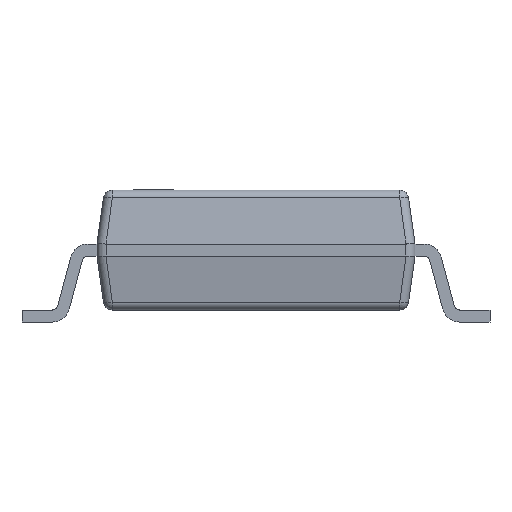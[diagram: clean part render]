
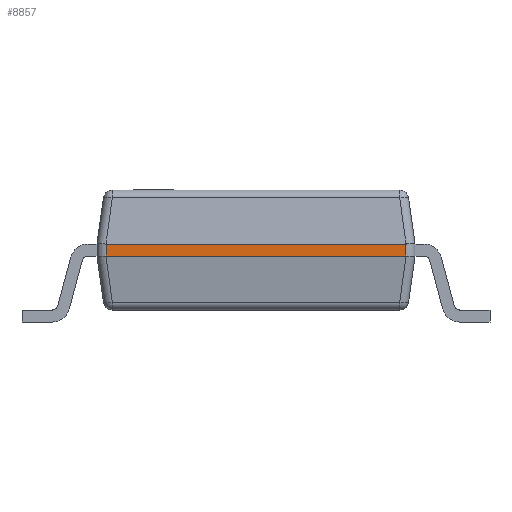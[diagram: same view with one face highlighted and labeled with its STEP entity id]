
A CAD part, left-side view. The second image highlights one B-rep face of the part: STEP entity #8857.
In plain terms, the highlighted planar face has unit normal (-1, 0, 0).
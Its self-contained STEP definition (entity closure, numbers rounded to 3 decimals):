
#1674 = CYLINDRICAL_SURFACE('',#1675,0.15);
#1675 = AXIS2_PLACEMENT_3D('',#1676,#1677,#1678);
#1676 = CARTESIAN_POINT('',(-4.95,2.5,
    2.2));
#1677 = DIRECTION('',(0.,0.,-1.));
#1678 = DIRECTION('',(-1.,0.,0.));
#3224 = CYLINDRICAL_SURFACE('',#3225,0.15);
#3225 = AXIS2_PLACEMENT_3D('',#3226,#3227,#3228);
#3226 = CARTESIAN_POINT('',(-4.95,-2.5,
    2.2));
#3227 = DIRECTION('',(0.,0.,-1.));
#3228 = DIRECTION('',(-1.,0.,0.));
#8857 = ADVANCED_FACE('',(#8858),#8872,.F.);
#8858 = FACE_BOUND('',#8859,.T.);
#8859 = EDGE_LOOP('',(#8860,#8895,#8918,#8946));
#8860 = ORIENTED_EDGE('',*,*,#8861,.T.);
#8861 = EDGE_CURVE('',#8862,#8864,#8866,.T.);
#8862 = VERTEX_POINT('',#8863);
#8863 = CARTESIAN_POINT('',(-5.1,2.5,
    1.1));
#8864 = VERTEX_POINT('',#8865);
#8865 = CARTESIAN_POINT('',(-5.1,-2.5,
    1.1));
#8866 = SURFACE_CURVE('',#8867,(#8871,#8883),.PCURVE_S1.);
#8867 = LINE('',#8868,#8869);
#8868 = CARTESIAN_POINT('',(-5.1,-2.65,
    1.1));
#8869 = VECTOR('',#8870,1.);
#8870 = DIRECTION('',(0.,-1.,0.));
#8871 = PCURVE('',#8872,#8877);
#8872 = PLANE('',#8873);
#8873 = AXIS2_PLACEMENT_3D('',#8874,#8875,#8876);
#8874 = CARTESIAN_POINT('',(-5.1,-2.65,
    2.2));
#8875 = DIRECTION('',(1.,0.,0.));
#8876 = DIRECTION('',(0.,0.,-1.));
#8877 = DEFINITIONAL_REPRESENTATION('',(#8878),#8882);
#8878 = LINE('',#8879,#8880);
#8879 = CARTESIAN_POINT('',(1.1,0.));
#8880 = VECTOR('',#8881,1.);
#8881 = DIRECTION('',(0.,-1.));
#8882 = ( GEOMETRIC_REPRESENTATION_CONTEXT(2) 
PARAMETRIC_REPRESENTATION_CONTEXT() REPRESENTATION_CONTEXT('2D SPACE',''
  ) );
#8883 = PCURVE('',#8884,#8889);
#8884 = PLANE('',#8885);
#8885 = AXIS2_PLACEMENT_3D('',#8886,#8887,#8888);
#8886 = CARTESIAN_POINT('',(-5.1,-2.65,
    1.1));
#8887 = DIRECTION('',(-0.99,0.,-0.139));
#8888 = DIRECTION('',(0.,1.,0.));
#8889 = DEFINITIONAL_REPRESENTATION('',(#8890),#8894);
#8890 = LINE('',#8891,#8892);
#8891 = CARTESIAN_POINT('',(0.,0.));
#8892 = VECTOR('',#8893,1.);
#8893 = DIRECTION('',(-1.,0.));
#8894 = ( GEOMETRIC_REPRESENTATION_CONTEXT(2) 
PARAMETRIC_REPRESENTATION_CONTEXT() REPRESENTATION_CONTEXT('2D SPACE',''
  ) );
#8895 = ORIENTED_EDGE('',*,*,#8896,.T.);
#8896 = EDGE_CURVE('',#8864,#8897,#8899,.T.);
#8897 = VERTEX_POINT('',#8898);
#8898 = CARTESIAN_POINT('',(-5.1,-2.5,
    1.3));
#8899 = SURFACE_CURVE('',#8900,(#8904,#8911),.PCURVE_S1.);
#8900 = LINE('',#8901,#8902);
#8901 = CARTESIAN_POINT('',(-5.1,-2.5,
    2.2));
#8902 = VECTOR('',#8903,1.);
#8903 = DIRECTION('',(0.,0.,1.));
#8904 = PCURVE('',#8872,#8905);
#8905 = DEFINITIONAL_REPRESENTATION('',(#8906),#8910);
#8906 = LINE('',#8907,#8908);
#8907 = CARTESIAN_POINT('',(0.,0.15));
#8908 = VECTOR('',#8909,1.);
#8909 = DIRECTION('',(-1.,0.));
#8910 = ( GEOMETRIC_REPRESENTATION_CONTEXT(2) 
PARAMETRIC_REPRESENTATION_CONTEXT() REPRESENTATION_CONTEXT('2D SPACE',''
  ) );
#8911 = PCURVE('',#3224,#8912);
#8912 = DEFINITIONAL_REPRESENTATION('',(#8913),#8917);
#8913 = LINE('',#8914,#8915);
#8914 = CARTESIAN_POINT('',(6.283,0.));
#8915 = VECTOR('',#8916,1.);
#8916 = DIRECTION('',(0.,-1.));
#8917 = ( GEOMETRIC_REPRESENTATION_CONTEXT(2) 
PARAMETRIC_REPRESENTATION_CONTEXT() REPRESENTATION_CONTEXT('2D SPACE',''
  ) );
#8918 = ORIENTED_EDGE('',*,*,#8919,.T.);
#8919 = EDGE_CURVE('',#8897,#8920,#8922,.T.);
#8920 = VERTEX_POINT('',#8921);
#8921 = CARTESIAN_POINT('',(-5.1,2.5,
    1.3));
#8922 = SURFACE_CURVE('',#8923,(#8927,#8934),.PCURVE_S1.);
#8923 = LINE('',#8924,#8925);
#8924 = CARTESIAN_POINT('',(-5.1,-2.65,
    1.3));
#8925 = VECTOR('',#8926,1.);
#8926 = DIRECTION('',(0.,1.,0.));
#8927 = PCURVE('',#8872,#8928);
#8928 = DEFINITIONAL_REPRESENTATION('',(#8929),#8933);
#8929 = LINE('',#8930,#8931);
#8930 = CARTESIAN_POINT('',(0.9,0.));
#8931 = VECTOR('',#8932,1.);
#8932 = DIRECTION('',(0.,1.));
#8933 = ( GEOMETRIC_REPRESENTATION_CONTEXT(2) 
PARAMETRIC_REPRESENTATION_CONTEXT() REPRESENTATION_CONTEXT('2D SPACE',''
  ) );
#8934 = PCURVE('',#8935,#8940);
#8935 = PLANE('',#8936);
#8936 = AXIS2_PLACEMENT_3D('',#8937,#8938,#8939);
#8937 = CARTESIAN_POINT('',(-4.974,0.,2.2));
#8938 = DIRECTION('',(0.99,0.,-0.139));
#8939 = DIRECTION('',(0.,-1.,0.));
#8940 = DEFINITIONAL_REPRESENTATION('',(#8941),#8945);
#8941 = LINE('',#8942,#8943);
#8942 = CARTESIAN_POINT('',(2.65,0.909));
#8943 = VECTOR('',#8944,1.);
#8944 = DIRECTION('',(-1.,-0.));
#8945 = ( GEOMETRIC_REPRESENTATION_CONTEXT(2) 
PARAMETRIC_REPRESENTATION_CONTEXT() REPRESENTATION_CONTEXT('2D SPACE',''
  ) );
#8946 = ORIENTED_EDGE('',*,*,#8947,.T.);
#8947 = EDGE_CURVE('',#8920,#8862,#8948,.T.);
#8948 = SURFACE_CURVE('',#8949,(#8953,#8960),.PCURVE_S1.);
#8949 = LINE('',#8950,#8951);
#8950 = CARTESIAN_POINT('',(-5.1,2.5,
    2.2));
#8951 = VECTOR('',#8952,1.);
#8952 = DIRECTION('',(0.,0.,-1.));
#8953 = PCURVE('',#8872,#8954);
#8954 = DEFINITIONAL_REPRESENTATION('',(#8955),#8959);
#8955 = LINE('',#8956,#8957);
#8956 = CARTESIAN_POINT('',(0.,5.15));
#8957 = VECTOR('',#8958,1.);
#8958 = DIRECTION('',(1.,0.));
#8959 = ( GEOMETRIC_REPRESENTATION_CONTEXT(2) 
PARAMETRIC_REPRESENTATION_CONTEXT() REPRESENTATION_CONTEXT('2D SPACE',''
  ) );
#8960 = PCURVE('',#1674,#8961);
#8961 = DEFINITIONAL_REPRESENTATION('',(#8962),#8966);
#8962 = LINE('',#8963,#8964);
#8963 = CARTESIAN_POINT('',(0.,0.));
#8964 = VECTOR('',#8965,1.);
#8965 = DIRECTION('',(0.,1.));
#8966 = ( GEOMETRIC_REPRESENTATION_CONTEXT(2) 
PARAMETRIC_REPRESENTATION_CONTEXT() REPRESENTATION_CONTEXT('2D SPACE',''
  ) );
